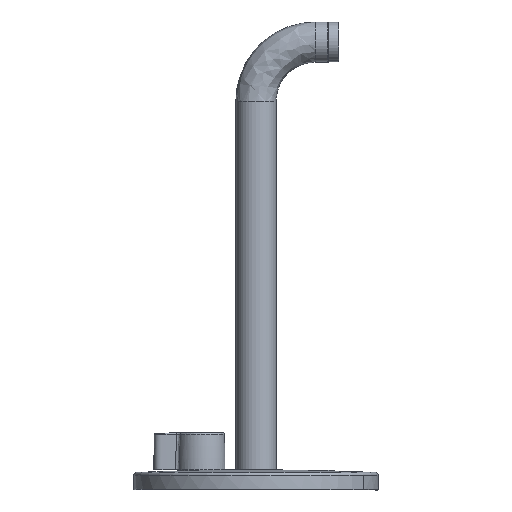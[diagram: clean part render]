
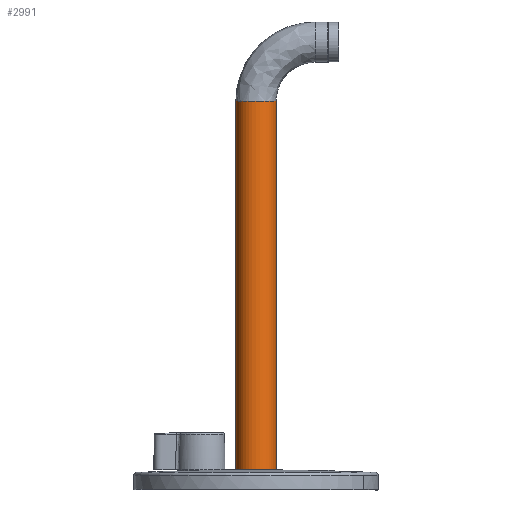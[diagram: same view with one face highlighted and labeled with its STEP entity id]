
A CAD part, left-side view. The second image highlights one B-rep face of the part: STEP entity #2991.
In plain terms, the highlighted cylindrical face has radius 14 mm (diameter 28 mm), a partial arc.
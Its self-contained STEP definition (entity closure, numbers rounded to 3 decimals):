
#13 = LINE ( 'NONE', #3131, #2381 ) ;
#480 = CYLINDRICAL_SURFACE ( 'NONE', #2415, 14. ) ;
#612 = CIRCLE ( 'NONE', #2327, 14. ) ;
#751 = EDGE_CURVE ( 'NONE', #3215, #3772, #13, .T. ) ;
#835 = VERTEX_POINT ( 'NONE', #2002 ) ;
#893 = AXIS2_PLACEMENT_3D ( 'NONE', #3780, #3107, #2803 ) ;
#1015 = DIRECTION ( 'NONE',  ( 0., 0., 1. ) ) ;
#1167 = VERTEX_POINT ( 'NONE', #3257 ) ;
#1274 = CARTESIAN_POINT ( 'NONE',  ( 0., 14., 13.947 ) ) ;
#1277 = DIRECTION ( 'NONE',  ( 0., 0., -1. ) ) ;
#1304 = EDGE_CURVE ( 'NONE', #835, #3215, #3974, .T. ) ;
#1670 = EDGE_CURVE ( 'NONE', #835, #1167, #1700, .T. ) ;
#1700 = LINE ( 'NONE', #2796, #1748 ) ;
#1748 = VECTOR ( 'NONE', #1277, 1000. ) ;
#1849 = DIRECTION ( 'NONE',  ( 0., 0., -1. ) ) ;
#1956 = CARTESIAN_POINT ( 'NONE',  ( 0., 0., 13.947 ) ) ;
#2002 = CARTESIAN_POINT ( 'NONE',  ( 0., -14., 269.569 ) ) ;
#2109 = ORIENTED_EDGE ( 'NONE', *, *, #1304, .T. ) ;
#2128 = FACE_OUTER_BOUND ( 'NONE', #3541, .T. ) ;
#2327 = AXIS2_PLACEMENT_3D ( 'NONE', #1956, #1015, #3235 ) ;
#2381 = VECTOR ( 'NONE', #3147, 1000. ) ;
#2415 = AXIS2_PLACEMENT_3D ( 'NONE', #3421, #1849, #2808 ) ;
#2608 = ORIENTED_EDGE ( 'NONE', *, *, #751, .T. ) ;
#2796 = CARTESIAN_POINT ( 'NONE',  ( 0., -14., 269.569 ) ) ;
#2803 = DIRECTION ( 'NONE',  ( 0., 1., 0. ) ) ;
#2808 = DIRECTION ( 'NONE',  ( 0., 1., 0. ) ) ;
#2927 = CARTESIAN_POINT ( 'NONE',  ( 0., 14., 269.569 ) ) ;
#2991 = ADVANCED_FACE ( 'NONE', ( #2128 ), #480, .T. ) ;
#3107 = DIRECTION ( 'NONE',  ( 0., 0., -1. ) ) ;
#3131 = CARTESIAN_POINT ( 'NONE',  ( 0., 14., 269.569 ) ) ;
#3136 = ORIENTED_EDGE ( 'NONE', *, *, #3767, .T. ) ;
#3147 = DIRECTION ( 'NONE',  ( 0., 0., -1. ) ) ;
#3215 = VERTEX_POINT ( 'NONE', #2927 ) ;
#3235 = DIRECTION ( 'NONE',  ( -1., 0., 0. ) ) ;
#3257 = CARTESIAN_POINT ( 'NONE',  ( 0., -14., 13.947 ) ) ;
#3421 = CARTESIAN_POINT ( 'NONE',  ( 0., 0., 269.569 ) ) ;
#3541 = EDGE_LOOP ( 'NONE', ( #3813, #2109, #2608, #3136 ) ) ;
#3767 = EDGE_CURVE ( 'NONE', #3772, #1167, #612, .T. ) ;
#3772 = VERTEX_POINT ( 'NONE', #1274 ) ;
#3780 = CARTESIAN_POINT ( 'NONE',  ( 0., 0., 269.569 ) ) ;
#3813 = ORIENTED_EDGE ( 'NONE', *, *, #1670, .F. ) ;
#3974 = CIRCLE ( 'NONE', #893, 14. ) ;
